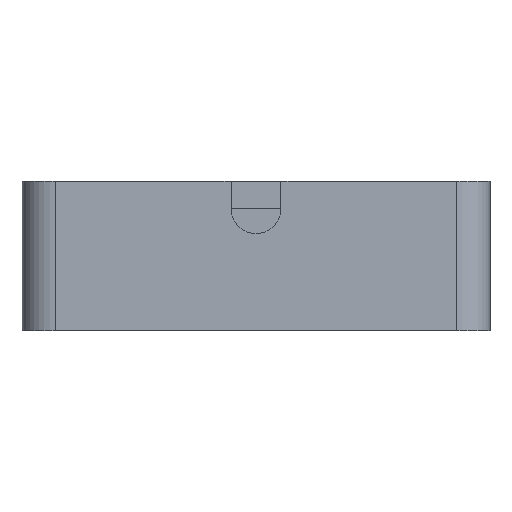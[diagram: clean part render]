
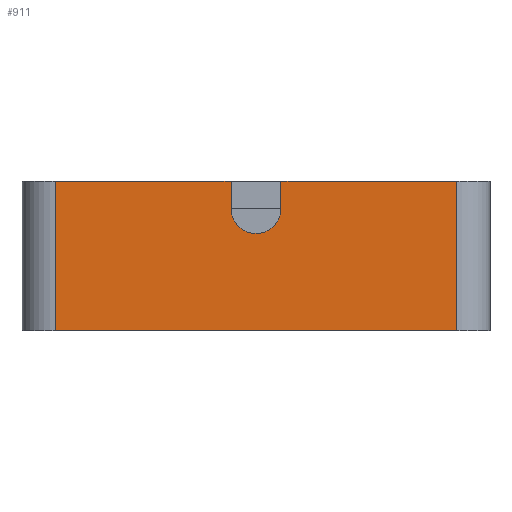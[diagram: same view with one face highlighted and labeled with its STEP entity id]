
A CAD part, left-side view. The second image highlights one B-rep face of the part: STEP entity #911.
In plain terms, the highlighted planar face has unit normal (-1, 0, 0).
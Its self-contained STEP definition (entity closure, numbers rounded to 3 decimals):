
#537 = VERTEX_POINT('',#538);
#538 = CARTESIAN_POINT('',(5.029,18.843,4.35));
#544 = EDGE_CURVE('',#537,#545,#547,.T.);
#545 = VERTEX_POINT('',#546);
#546 = CARTESIAN_POINT('',(5.029,21.843,4.35));
#547 = CIRCLE('',#548,1.5);
#548 = AXIS2_PLACEMENT_3D('',#549,#550,#551);
#549 = CARTESIAN_POINT('',(5.029,20.343,4.35));
#550 = DIRECTION('',(1.,0.,0.));
#551 = DIRECTION('',(0.,-1.,0.));
#569 = EDGE_CURVE('',#545,#570,#572,.T.);
#570 = VERTEX_POINT('',#571);
#571 = CARTESIAN_POINT('',(5.029,21.843,6.));
#572 = LINE('',#573,#574);
#573 = CARTESIAN_POINT('',(5.029,21.843,0.675));
#574 = VECTOR('',#575,1.);
#575 = DIRECTION('',(0.,0.,1.));
#592 = VERTEX_POINT('',#593);
#593 = CARTESIAN_POINT('',(5.029,32.393,6.));
#602 = EDGE_CURVE('',#592,#570,#603,.T.);
#603 = LINE('',#604,#605);
#604 = CARTESIAN_POINT('',(5.029,32.393,6.));
#605 = VECTOR('',#606,1.);
#606 = DIRECTION('',(0.,-1.,0.));
#893 = EDGE_CURVE('',#537,#894,#896,.T.);
#894 = VERTEX_POINT('',#895);
#895 = CARTESIAN_POINT('',(5.029,18.843,6.));
#896 = LINE('',#897,#898);
#897 = CARTESIAN_POINT('',(5.029,18.843,0.675));
#898 = VECTOR('',#899,1.);
#899 = DIRECTION('',(0.,0.,1.));
#911 = ADVANCED_FACE('',(#912),#948,.F.);
#912 = FACE_BOUND('',#913,.F.);
#913 = EDGE_LOOP('',(#914,#924,#930,#931,#932,#933,#934,#942));
#914 = ORIENTED_EDGE('',*,*,#915,.F.);
#915 = EDGE_CURVE('',#916,#918,#920,.T.);
#916 = VERTEX_POINT('',#917);
#917 = CARTESIAN_POINT('',(5.029,32.393,-3.));
#918 = VERTEX_POINT('',#919);
#919 = CARTESIAN_POINT('',(5.029,8.293,-3.));
#920 = LINE('',#921,#922);
#921 = CARTESIAN_POINT('',(5.029,32.393,-3.));
#922 = VECTOR('',#923,1.);
#923 = DIRECTION('',(0.,-1.,0.));
#924 = ORIENTED_EDGE('',*,*,#925,.T.);
#925 = EDGE_CURVE('',#916,#592,#926,.T.);
#926 = LINE('',#927,#928);
#927 = CARTESIAN_POINT('',(5.029,32.393,-3.));
#928 = VECTOR('',#929,1.);
#929 = DIRECTION('',(0.,0.,1.));
#930 = ORIENTED_EDGE('',*,*,#602,.T.);
#931 = ORIENTED_EDGE('',*,*,#569,.F.);
#932 = ORIENTED_EDGE('',*,*,#544,.F.);
#933 = ORIENTED_EDGE('',*,*,#893,.T.);
#934 = ORIENTED_EDGE('',*,*,#935,.T.);
#935 = EDGE_CURVE('',#894,#936,#938,.T.);
#936 = VERTEX_POINT('',#937);
#937 = CARTESIAN_POINT('',(5.029,8.293,6.));
#938 = LINE('',#939,#940);
#939 = CARTESIAN_POINT('',(5.029,32.393,6.));
#940 = VECTOR('',#941,1.);
#941 = DIRECTION('',(0.,-1.,0.));
#942 = ORIENTED_EDGE('',*,*,#943,.F.);
#943 = EDGE_CURVE('',#918,#936,#944,.T.);
#944 = LINE('',#945,#946);
#945 = CARTESIAN_POINT('',(5.029,8.293,-3.));
#946 = VECTOR('',#947,1.);
#947 = DIRECTION('',(0.,0.,1.));
#948 = PLANE('',#949);
#949 = AXIS2_PLACEMENT_3D('',#950,#951,#952);
#950 = CARTESIAN_POINT('',(5.029,32.393,-3.));
#951 = DIRECTION('',(1.,0.,0.));
#952 = DIRECTION('',(0.,-1.,0.));
